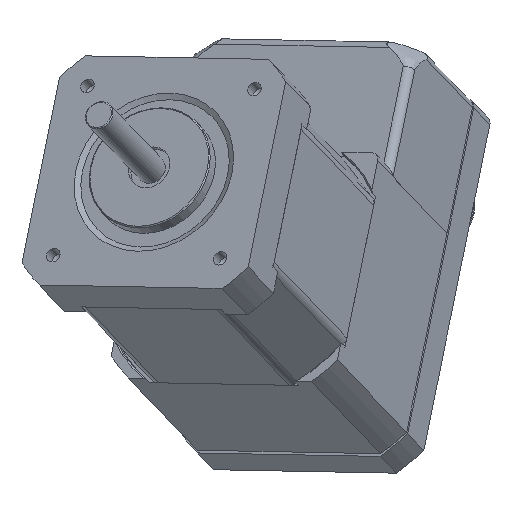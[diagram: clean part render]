
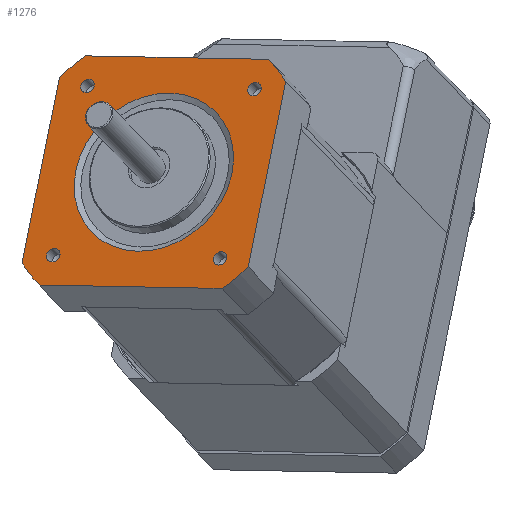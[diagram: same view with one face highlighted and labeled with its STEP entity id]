
A CAD part, top view. The second image highlights one B-rep face of the part: STEP entity #1276.
In plain terms, the highlighted planar face has unit normal (-0.385, 0.4, 0.832).
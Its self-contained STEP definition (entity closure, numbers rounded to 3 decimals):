
#905=CARTESIAN_POINT('',(-42.093,175.063,13.674));
#906=VERTEX_POINT('',#905);
#907=CARTESIAN_POINT('',(-40.981,175.041,14.199));
#908=DIRECTION('',(0.385,-0.4,-0.832));
#909=DIRECTION('',(-0.904,0.018,-0.427));
#910=AXIS2_PLACEMENT_3D('',#907,#908,#909);
#911=CIRCLE('',#910,1.229);
#912=EDGE_CURVE('',#906,#906,#911,.T.);
#925=CARTESIAN_POINT('',(-70.119,175.616,0.436));
#926=VERTEX_POINT('',#925);
#927=CARTESIAN_POINT('',(-69.007,175.594,0.961));
#928=DIRECTION('',(0.385,-0.4,-0.832));
#929=DIRECTION('',(-0.904,0.018,-0.427));
#930=AXIS2_PLACEMENT_3D('',#927,#928,#929);
#931=CIRCLE('',#930,1.23);
#932=EDGE_CURVE('',#926,#926,#931,.T.);
#945=CARTESIAN_POINT('',(-47.848,146.656,24.67));
#946=VERTEX_POINT('',#945);
#947=CARTESIAN_POINT('',(-46.736,146.634,25.195));
#948=DIRECTION('',(0.385,-0.4,-0.832));
#949=DIRECTION('',(-0.904,0.018,-0.427));
#950=AXIS2_PLACEMENT_3D('',#947,#948,#949);
#951=CIRCLE('',#950,1.23);
#952=EDGE_CURVE('',#946,#946,#951,.T.);
#965=CARTESIAN_POINT('',(-75.874,147.209,11.432));
#966=VERTEX_POINT('',#965);
#967=CARTESIAN_POINT('',(-74.762,147.187,11.957));
#968=DIRECTION('',(0.385,-0.4,-0.832));
#969=DIRECTION('',(-0.904,0.018,-0.427));
#970=AXIS2_PLACEMENT_3D('',#967,#968,#969);
#971=CIRCLE('',#970,1.23);
#972=EDGE_CURVE('',#966,#966,#971,.T.);
#982=CARTESIAN_POINT('',(-44.763,160.855,19.27));
#983=VERTEX_POINT('',#982);
#984=CARTESIAN_POINT('',(-57.872,161.114,13.078));
#985=DIRECTION('',(-0.385,0.4,0.832));
#986=DIRECTION('',(0.904,-0.018,0.427));
#987=AXIS2_PLACEMENT_3D('',#984,#985,#986);
#988=CIRCLE('',#987,14.5);
#989=EDGE_CURVE('',#983,#983,#988,.F.);
#1013=CARTESIAN_POINT('',(-73.707,177.04,-1.909));
#1014=VERTEX_POINT('',#1013);
#1021=CARTESIAN_POINT('',(-69.316,180.66,-1.618));
#1022=VERTEX_POINT('',#1021);
#1023=CARTESIAN_POINT('',(-57.872,161.114,13.078));
#1024=DIRECTION('',(-0.385,0.4,0.832));
#1025=DIRECTION('',(0.904,-0.018,0.427));
#1026=AXIS2_PLACEMENT_3D('',#1023,#1024,#1025);
#1027=CIRCLE('',#1026,27.);
#1028=EDGE_CURVE('',#1022,#1014,#1027,.T.);
#1086=CARTESIAN_POINT('',(-77.113,142.173,13.28));
#1087=VERTEX_POINT('',#1086);
#1094=CARTESIAN_POINT('',(-80.007,145.938,10.13));
#1095=VERTEX_POINT('',#1094);
#1096=CARTESIAN_POINT('',(-57.872,161.114,13.078));
#1097=DIRECTION('',(-0.385,0.4,0.832));
#1098=DIRECTION('',(0.904,-0.018,0.427));
#1099=AXIS2_PLACEMENT_3D('',#1096,#1097,#1098);
#1100=CIRCLE('',#1099,27.);
#1101=EDGE_CURVE('',#1095,#1087,#1100,.T.);
#1190=CARTESIAN_POINT('',(-38.631,180.055,12.876));
#1191=VERTEX_POINT('',#1190);
#1198=CARTESIAN_POINT('',(-35.736,176.291,16.026));
#1199=VERTEX_POINT('',#1198);
#1200=CARTESIAN_POINT('',(-57.872,161.114,13.078));
#1201=DIRECTION('',(-0.385,0.4,0.832));
#1202=DIRECTION('',(0.904,-0.018,0.427));
#1203=AXIS2_PLACEMENT_3D('',#1200,#1201,#1202);
#1204=CIRCLE('',#1203,27.);
#1205=EDGE_CURVE('',#1199,#1191,#1204,.T.);
#1216=CARTESIAN_POINT('',(-57.872,161.114,13.078));
#1217=DIRECTION('',(-0.385,0.4,0.832));
#1218=DIRECTION('',(0.904,-0.018,0.427));
#1219=AXIS2_PLACEMENT_3D('',#1216,#1217,#1218);
#1220=PLANE('',#1219);
#1221=CARTESIAN_POINT('',(-42.037,145.188,28.066));
#1222=VERTEX_POINT('',#1221);
#1223=CARTESIAN_POINT('',(-42.037,145.188,28.066));
#1224=DIRECTION('',(0.186,0.916,-0.355));
#1225=VECTOR('',#1224,33.941);
#1226=LINE('',#1223,#1225);
#1227=EDGE_CURVE('',#1199,#1222,#1226,.F.);
#1228=ORIENTED_EDGE('',*,*,#1227,.F.);
#1229=ORIENTED_EDGE('',*,*,#1205,.T.);
#1230=CARTESIAN_POINT('',(-69.316,180.66,-1.618));
#1231=DIRECTION('',(0.904,-0.018,0.427));
#1232=VECTOR('',#1231,33.941);
#1233=LINE('',#1230,#1232);
#1234=EDGE_CURVE('',#1022,#1191,#1233,.T.);
#1235=ORIENTED_EDGE('',*,*,#1234,.F.);
#1236=ORIENTED_EDGE('',*,*,#1028,.T.);
#1237=CARTESIAN_POINT('',(-80.007,145.938,10.13));
#1238=DIRECTION('',(0.186,0.916,-0.355));
#1239=VECTOR('',#1238,33.941);
#1240=LINE('',#1237,#1239);
#1241=EDGE_CURVE('',#1095,#1014,#1240,.T.);
#1242=ORIENTED_EDGE('',*,*,#1241,.F.);
#1243=ORIENTED_EDGE('',*,*,#1101,.T.);
#1244=CARTESIAN_POINT('',(-46.428,141.568,27.774));
#1245=VERTEX_POINT('',#1244);
#1246=CARTESIAN_POINT('',(-77.113,142.173,13.28));
#1247=DIRECTION('',(0.904,-0.018,0.427));
#1248=VECTOR('',#1247,33.941);
#1249=LINE('',#1246,#1248);
#1250=EDGE_CURVE('',#1245,#1087,#1249,.F.);
#1251=ORIENTED_EDGE('',*,*,#1250,.F.);
#1252=CARTESIAN_POINT('',(-57.872,161.114,13.078));
#1253=DIRECTION('',(-0.385,0.4,0.832));
#1254=DIRECTION('',(0.904,-0.018,0.427));
#1255=AXIS2_PLACEMENT_3D('',#1252,#1253,#1254);
#1256=CIRCLE('',#1255,27.);
#1257=EDGE_CURVE('',#1222,#1245,#1256,.F.);
#1258=ORIENTED_EDGE('',*,*,#1257,.F.);
#1259=EDGE_LOOP('',(#1228,#1229,#1235,#1236,#1242,#1243,#1251,#1258));
#1260=FACE_OUTER_BOUND('',#1259,.T.);
#1261=ORIENTED_EDGE('',*,*,#989,.T.);
#1262=EDGE_LOOP('',(#1261));
#1263=FACE_BOUND('',#1262,.T.);
#1264=ORIENTED_EDGE('',*,*,#972,.T.);
#1265=EDGE_LOOP('',(#1264));
#1266=FACE_BOUND('',#1265,.T.);
#1267=ORIENTED_EDGE('',*,*,#952,.T.);
#1268=EDGE_LOOP('',(#1267));
#1269=FACE_BOUND('',#1268,.T.);
#1270=ORIENTED_EDGE('',*,*,#932,.T.);
#1271=EDGE_LOOP('',(#1270));
#1272=FACE_BOUND('',#1271,.T.);
#1273=ORIENTED_EDGE('',*,*,#912,.T.);
#1274=EDGE_LOOP('',(#1273));
#1275=FACE_BOUND('',#1274,.T.);
#1276=ADVANCED_FACE('',(#1260,#1263,#1266,#1269,#1272,#1275),#1220,.T.);
